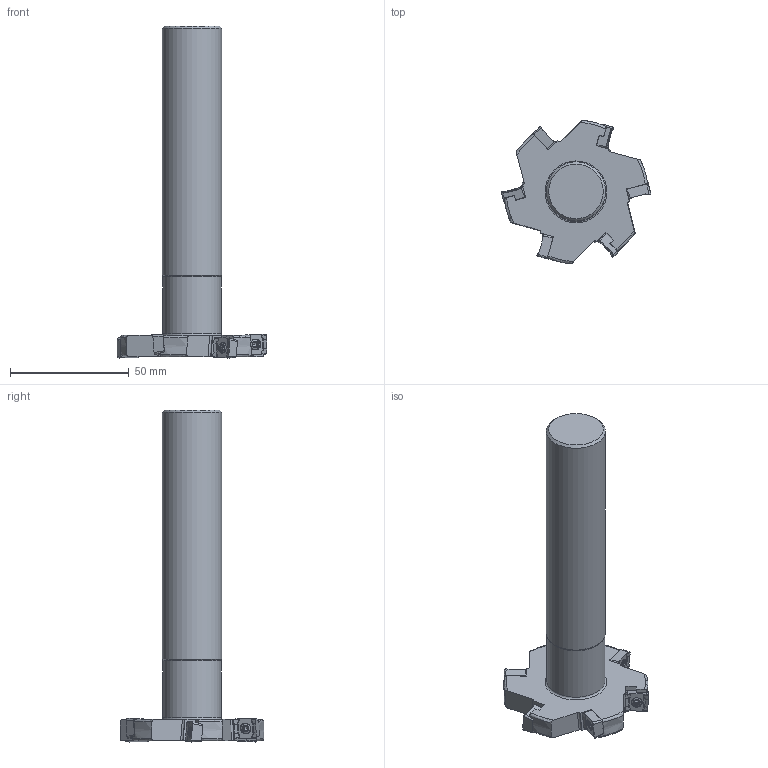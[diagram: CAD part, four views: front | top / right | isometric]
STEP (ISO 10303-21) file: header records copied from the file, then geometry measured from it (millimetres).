
FILE_DESCRIPTION(/* description */ (''),/* implementation_level */ '2;1');
FILE_NAME(/* name */ 'TOOLASSEMBLY_1.STP',/* time_stamp */ '2022-08-18T11:10:01+02:00',/* author */ (''),/* organization */ ('SMS'),/* preprocessor_version */ 'ST-DEVELOPER v16.7',/* originating_system */ 'SIEMENS PLM Software NX 12.0',/* authorisation */ '');
FILE_SCHEMA (('AUTOMOTIVE_DESIGN { 1 0 10303 214 3 1 1 1 }'));
Length unit declared in the file: millimetre
Products named in the file (4): ASSEMBLY_CONSTRUCTION; CUT_20220818110915; NOCUT_20220818110853; TOOLASSEMBLY_1
Assembly tree (8 placements, depth 2):
  TOOLASSEMBLY_1
    NOCUT_20220818110853
    CUT_20220818110915  x6
    ASSEMBLY_CONSTRUCTION
Bounding box: 63 x 60.54 x 140 mm (x, y, z)
Volume: 84622.9 mm3; surface area: 18856.7 mm2
Topology: 7 solids, 7 shells, 579 faces, 1480 edges, 953 vertices
Faces by surface type: plane 243, extrusion 72, bspline 72, cylinder 68, cone 68, torus 50, sphere 6
Full cylindrical faces by diameter (mm): 2.7 x6, 3.6 x6, 4.2 x6, 24.5 x1, 24.989 x1
Entity records: 17529 total; most frequent: CARTESIAN_POINT 8523, ORIENTED_EDGE 1810, DIRECTION 1788, EDGE_CURVE 905, AXIS2_PLACEMENT_3D 681, VERTEX_POINT 601, EDGE_LOOP 436, VECTOR 426
